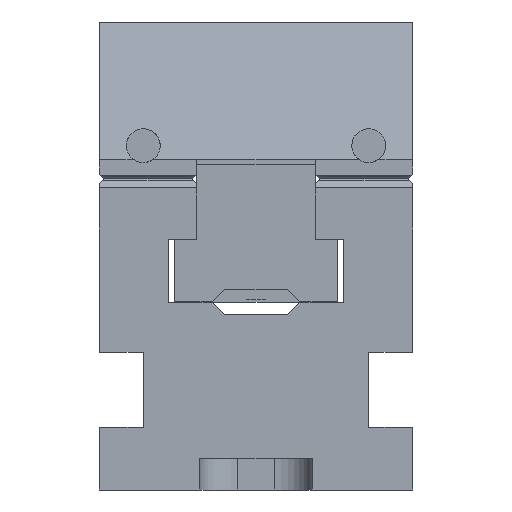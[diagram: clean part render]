
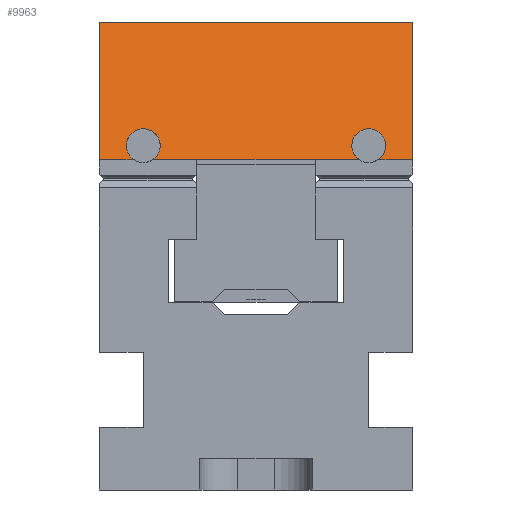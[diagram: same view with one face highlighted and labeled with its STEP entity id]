
A CAD part, front view. The second image highlights one B-rep face of the part: STEP entity #9963.
In plain terms, the highlighted face is planar.
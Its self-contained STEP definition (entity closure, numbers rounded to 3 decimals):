
#9963 = ADVANCED_FACE( '', ( #20013 ), #20014, .T. );
#20013 = FACE_OUTER_BOUND( '', #30060, .T. );
#20014 = PLANE( '', #30061 );
#30060 = EDGE_LOOP( '', ( #62085, #62086, #62087, #62088, #62089, #62090, #62091, #62092, #62093, #62094, #62095, #62096 ) );
#30061 = AXIS2_PLACEMENT_3D( '', #62097, #62098, #62099 );
#62085 = ORIENTED_EDGE( '', *, *, #73626, .F. );
#62086 = ORIENTED_EDGE( '', *, *, #63963, .T. );
#62087 = ORIENTED_EDGE( '', *, *, #64830, .F. );
#62088 = ORIENTED_EDGE( '', *, *, #63961, .T. );
#62089 = ORIENTED_EDGE( '', *, *, #71629, .F. );
#62090 = ORIENTED_EDGE( '', *, *, #71349, .F. );
#62091 = ORIENTED_EDGE( '', *, *, #62894, .T. );
#62092 = ORIENTED_EDGE( '', *, *, #73050, .T. );
#62093 = ORIENTED_EDGE( '', *, *, #63199, .F. );
#62094 = ORIENTED_EDGE( '', *, *, #73049, .T. );
#62095 = ORIENTED_EDGE( '', *, *, #68478, .F. );
#62096 = ORIENTED_EDGE( '', *, *, #67089, .F. );
#62097 = CARTESIAN_POINT( '', ( 25., 11.85, 12.5 ) );
#62098 = DIRECTION( '', ( 0., 0.966, 0.259 ) );
#62099 = DIRECTION( '', ( 0., -0.259, 0.966 ) );
#62894 = EDGE_CURVE( '', #76050, #76048, #76051, .T. );
#63199 = EDGE_CURVE( '', #76602, #76603, #76604, .T. );
#63961 = EDGE_CURVE( '', #77957, #77955, #77958, .T. );
#63963 = EDGE_CURVE( '', #77961, #77959, #77962, .T. );
#64830 = EDGE_CURVE( '', #77957, #77959, #79475, .T. );
#67089 = EDGE_CURVE( '', #83399, #83401, #83402, .T. );
#68478 = EDGE_CURVE( '', #83401, #85572, #85575, .T. );
#71349 = EDGE_CURVE( '', #76050, #89845, #89846, .T. );
#71629 = EDGE_CURVE( '', #89845, #77955, #90220, .T. );
#73049 = EDGE_CURVE( '', #76602, #85572, #92128, .T. );
#73050 = EDGE_CURVE( '', #76048, #76603, #92129, .T. );
#73626 = EDGE_CURVE( '', #77961, #83399, #92788, .T. );
#76048 = VERTEX_POINT( '', #95639 );
#76050 = VERTEX_POINT( '', #95642 );
#76051 = LINE( '', #95643, #95644 );
#76602 = VERTEX_POINT( '', #96412 );
#76603 = VERTEX_POINT( '', #96413 );
#76604 = ELLIPSE( '', #96414, 2.795, 2.7 );
#77955 = VERTEX_POINT( '', #98360 );
#77957 = VERTEX_POINT( '', #98363 );
#77958 = LINE( '', #98364, #98365 );
#77959 = VERTEX_POINT( '', #98366 );
#77961 = VERTEX_POINT( '', #98368 );
#77962 = LINE( '', #98369, #98370 );
#79475 = ELLIPSE( '', #100569, 2.795, 2.7 );
#83399 = VERTEX_POINT( '', #106497 );
#83401 = VERTEX_POINT( '', #106500 );
#83402 = LINE( '', #106501, #106502 );
#85572 = VERTEX_POINT( '', #109732 );
#85575 = LINE( '', #109737, #109738 );
#89845 = VERTEX_POINT( '', #116309 );
#89846 = LINE( '', #116310, #116311 );
#90220 = LINE( '', #116880, #116881 );
#92128 = LINE( '', #119918, #119919 );
#92129 = LINE( '', #119920, #119921 );
#92788 = LINE( '', #120886, #120887 );
#95639 = CARTESIAN_POINT( '', ( 25., 17.75, -9.519 ) );
#95642 = CARTESIAN_POINT( '', ( 25., 11.85, 12.5 ) );
#95643 = CARTESIAN_POINT( '', ( 25., 11.85, 12.5 ) );
#95644 = VECTOR( '', #123931, 1000. );
#96412 = CARTESIAN_POINT( '', ( 16.537, 17.75, -9.519 ) );
#96413 = CARTESIAN_POINT( '', ( 19.463, 17.75, -9.519 ) );
#96414 = AXIS2_PLACEMENT_3D( '', #124239, #124240, #124241 );
#98360 = CARTESIAN_POINT( '', ( -25., 17.75, -9.519 ) );
#98363 = CARTESIAN_POINT( '', ( -19.463, 17.75, -9.519 ) );
#98364 = CARTESIAN_POINT( '', ( 25., 17.75, -9.519 ) );
#98365 = VECTOR( '', #124916, 1000. );
#98366 = CARTESIAN_POINT( '', ( -16.537, 17.75, -9.519 ) );
#98368 = CARTESIAN_POINT( '', ( -9.5, 17.75, -9.519 ) );
#98369 = CARTESIAN_POINT( '', ( 25., 17.75, -9.519 ) );
#98370 = VECTOR( '', #124920, 1000. );
#100569 = AXIS2_PLACEMENT_3D( '', #125661, #125662, #125663 );
#106497 = CARTESIAN_POINT( '', ( -9.5, 17.745, -9.5 ) );
#106500 = CARTESIAN_POINT( '', ( 9.5, 17.745, -9.5 ) );
#106501 = CARTESIAN_POINT( '', ( 25., 17.745, -9.5 ) );
#106502 = VECTOR( '', #127702, 1000. );
#109732 = CARTESIAN_POINT( '', ( 9.5, 17.75, -9.519 ) );
#109737 = CARTESIAN_POINT( '', ( 9.5, 11.85, 12.5 ) );
#109738 = VECTOR( '', #128800, 1000. );
#116309 = CARTESIAN_POINT( '', ( -25., 11.85, 12.5 ) );
#116310 = CARTESIAN_POINT( '', ( 25., 11.85, 12.5 ) );
#116311 = VECTOR( '', #131212, 1000. );
#116880 = CARTESIAN_POINT( '', ( -25., 11.85, 12.5 ) );
#116881 = VECTOR( '', #131405, 1000. );
#119918 = CARTESIAN_POINT( '', ( 25., 17.75, -9.519 ) );
#119919 = VECTOR( '', #132565, 1000. );
#119920 = CARTESIAN_POINT( '', ( 25., 17.75, -9.519 ) );
#119921 = VECTOR( '', #132566, 1000. );
#120886 = CARTESIAN_POINT( '', ( -9.5, 11.85, 12.5 ) );
#120887 = VECTOR( '', #132906, 1000. );
#123931 = DIRECTION( '', ( 0., 0.259, -0.966 ) );
#124239 = CARTESIAN_POINT( '', ( 18., 17.142, -7.25 ) );
#124240 = DIRECTION( '', ( 0., 0.966, 0.259 ) );
#124241 = DIRECTION( '', ( 0., 0.259, -0.966 ) );
#124916 = DIRECTION( '', ( -1., 0., 0. ) );
#124920 = DIRECTION( '', ( -1., 0., 0. ) );
#125661 = CARTESIAN_POINT( '', ( -18., 17.142, -7.25 ) );
#125662 = DIRECTION( '', ( 0., 0.966, 0.259 ) );
#125663 = DIRECTION( '', ( 0., 0.259, -0.966 ) );
#127702 = DIRECTION( '', ( 1., 0., 0. ) );
#128800 = DIRECTION( '', ( 0., 0.259, -0.966 ) );
#131212 = DIRECTION( '', ( -1., 0., 0. ) );
#131405 = DIRECTION( '', ( 0., 0.259, -0.966 ) );
#132565 = DIRECTION( '', ( -1., 0., 0. ) );
#132566 = DIRECTION( '', ( -1., 0., 0. ) );
#132906 = DIRECTION( '', ( 0., -0.259, 0.966 ) );
